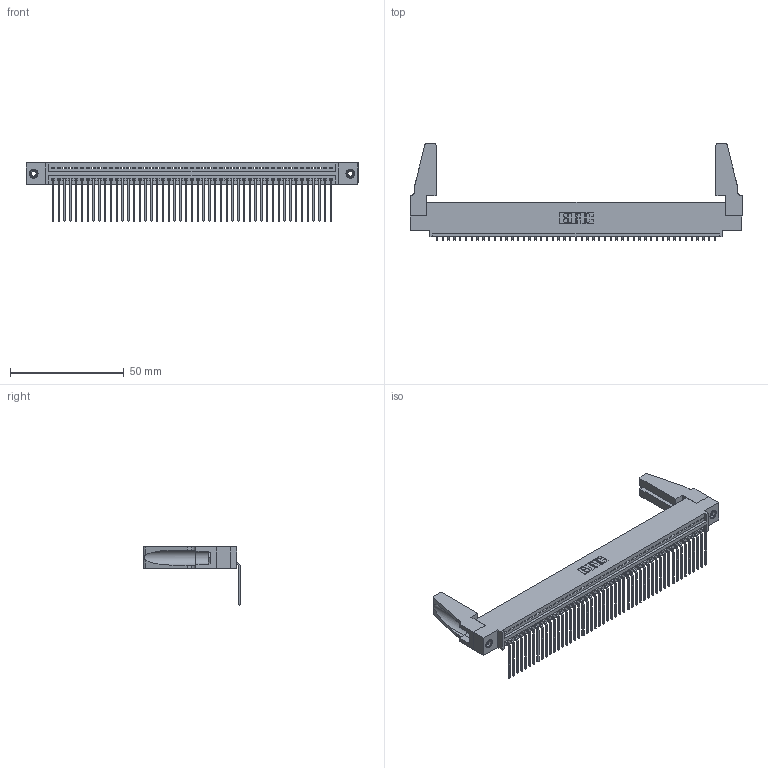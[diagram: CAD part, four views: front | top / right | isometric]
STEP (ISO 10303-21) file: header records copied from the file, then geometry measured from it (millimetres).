
FILE_DESCRIPTION (( 'STEP AP203' ), '1' );
FILE_NAME ('345-049-559-488.STEP', '2019-10-09T10:02:36', ( '' ), ( '' ), 'SwSTEP 2.0', 'SolidWorks 2016', '' );
FILE_SCHEMA (( 'CONFIG_CONTROL_DESIGN' ));
Length unit declared in the file: inch
Products named in the file (5): 345-049-559-488; 345-250-001_345-250-001-102; 345 Part_0.110 Offset - 0.156 Dia-TH; 345-292-001_558 559 Tail - 1; 345-220-078_345-220-088
Assembly tree (54 placements, depth 2):
  345-049-559-488
    345 Part_0.110 Offset - 0.156 Dia-TH
    345-292-001_558 559 Tail - 1  x49
    345-250-001_345-250-001-102  x2
    345-220-078_345-220-088  x2
Bounding box: 145.69 x 42.41 x 25.53 mm (x, y, z)
Volume: 17237.9 mm3; surface area: 22851 mm2
Topology: 54 solids, 54 shells, 3194 faces, 9585 edges, 6314 vertices
Faces by surface type: plane 2214, cylinder 964, cone 12, torus 4
Entity records: 38300 total; most frequent: CARTESIAN_POINT 6625, ORIENTED_EDGE 6568, DIRECTION 5782, EDGE_CURVE 3284, VECTOR 2914, LINE 2914, VERTEX_POINT 2182, AXIS2_PLACEMENT_3D 1434
